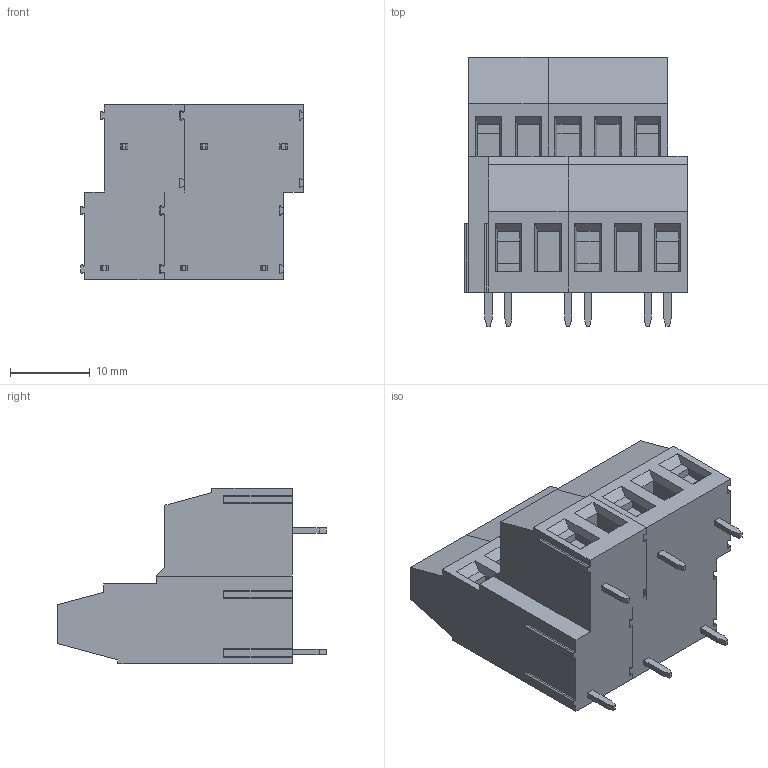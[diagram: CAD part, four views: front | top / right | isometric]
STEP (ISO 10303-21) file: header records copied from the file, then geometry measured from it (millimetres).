
FILE_DESCRIPTION( ( 'STEP AP203' ), '1' );
FILE_NAME( 'MVD253-10-V.stp', ' ', ( ' ' ), ( ' ' ), 'PSStep 15.0.49', 'VISI 20.0', ' ' );
FILE_SCHEMA( ( 'AUTOMOTIVE_DESIGN { 1 0 10303 214 1 1 1 1 }' ) );
Length unit declared in the file: millimetre
Products named in the file (1): 1
Bounding box: 28.01 x 33.8 x 22 mm (x, y, z)
Volume: 10741.1 mm3; surface area: 5499.5 mm2
Topology: 1 solids, 1 shells, 336 faces, 901 edges, 588 vertices
Faces by surface type: plane 270, cylinder 66
Full cylindrical faces by diameter (mm): 4 x10
Entity records: 12912 total; most frequent: CARTESIAN_POINT 1786, ORIENTED_EDGE 1746, DIRECTION 1709, EDGE_CURVE 873, LINE 711, VECTOR 711, VERTEX_POINT 576, AXIS2_PLACEMENT_3D 499
